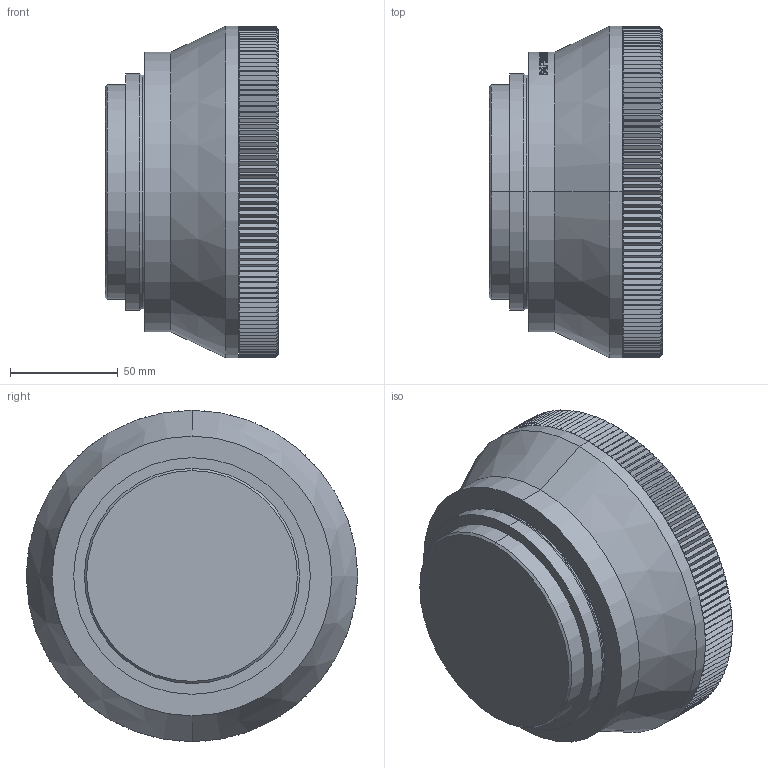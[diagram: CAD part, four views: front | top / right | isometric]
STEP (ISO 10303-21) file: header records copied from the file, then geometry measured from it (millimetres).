
FILE_DESCRIPTION (( 'STEP AP203' ), '1' );
FILE_NAME ('S4LFT0910_328_01.STEP', '2020-02-03T08:29:53', ( '' ), ( '' ), 'SwSTEP 2.0', 'SolidWorks 2017', '' );
FILE_SCHEMA (( 'CONFIG_CONTROL_DESIGN' ));
Products named in the file (1): S4LFT0910_328_01
Bounding box: 80.78 x 154 x 154 mm (x, y, z)
Volume: 1177716.7 mm3; surface area: 73675.6 mm2
Topology: 1 solids, 1 shells, 954 faces, 2419 edges, 1502 vertices
Faces by surface type: plane 412, cylinder 201, bspline 170, cone 165, torus 6
Entity records: 59432 total; most frequent: CARTESIAN_POINT 37803, ORIENTED_EDGE 4838, DIRECTION 3939, EDGE_CURVE 2419, VERTEX_POINT 1502, AXIS2_PLACEMENT_3D 1394, VECTOR 1151, LINE 1151
